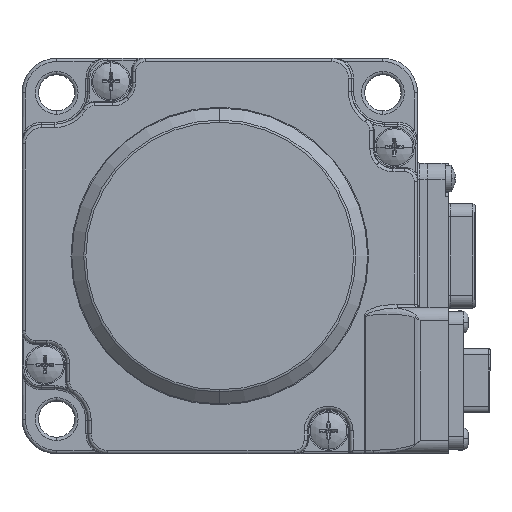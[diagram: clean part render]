
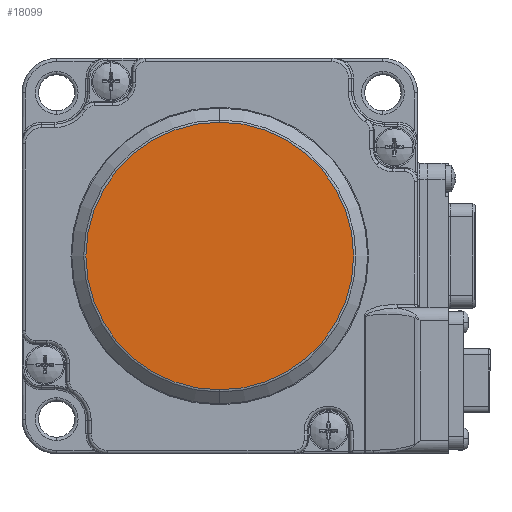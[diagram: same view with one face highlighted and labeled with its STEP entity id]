
A CAD part, front view. The second image highlights one B-rep face of the part: STEP entity #18099.
In plain terms, the highlighted planar face has unit normal (0, -1, 0).
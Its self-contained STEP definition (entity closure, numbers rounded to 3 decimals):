
#2217 = CARTESIAN_POINT ( 'NONE',  ( -67.412, -75.296, 0. ) ) ;
#3346 = DIRECTION ( 'NONE',  ( 0., 0., -1. ) ) ;
#4169 = ORIENTED_EDGE ( 'NONE', *, *, #6442, .T. ) ;
#4692 = CIRCLE ( 'NONE', #7139, 20.308 ) ;
#5504 = PLANE ( 'NONE',  #20871 ) ;
#6442 = EDGE_CURVE ( 'NONE', #22871, #9962, #4692, .T. ) ;
#7139 = AXIS2_PLACEMENT_3D ( 'NONE', #9210, #23613, #16278 ) ;
#9210 = CARTESIAN_POINT ( 'NONE',  ( -67.412, -75.296, 0. ) ) ;
#9399 = DIRECTION ( 'NONE',  ( 0., -1., 0. ) ) ;
#9910 = CIRCLE ( 'NONE', #19192, 20.308 ) ;
#9962 = VERTEX_POINT ( 'NONE', #25668 ) ;
#10524 = EDGE_LOOP ( 'NONE', ( #18588, #4169 ) ) ;
#12367 = CARTESIAN_POINT ( 'NONE',  ( -67.412, -75.296, 0. ) ) ;
#16278 = DIRECTION ( 'NONE',  ( 0., 0., -1. ) ) ;
#17557 = DIRECTION ( 'NONE',  ( 0., -1., 0. ) ) ;
#18099 = ADVANCED_FACE ( 'NONE', ( #24300 ), #5504, .T. ) ;
#18588 = ORIENTED_EDGE ( 'NONE', *, *, #24882, .T. ) ;
#19192 = AXIS2_PLACEMENT_3D ( 'NONE', #2217, #9399, #28100 ) ;
#20871 = AXIS2_PLACEMENT_3D ( 'NONE', #12367, #17557, #3346 ) ;
#20928 = CARTESIAN_POINT ( 'NONE',  ( -67.412, -75.296, 20.308 ) ) ;
#22871 = VERTEX_POINT ( 'NONE', #20928 ) ;
#23613 = DIRECTION ( 'NONE',  ( 0., -1., 0. ) ) ;
#24300 = FACE_OUTER_BOUND ( 'NONE', #10524, .T. ) ;
#24882 = EDGE_CURVE ( 'NONE', #9962, #22871, #9910, .T. ) ;
#25668 = CARTESIAN_POINT ( 'NONE',  ( -67.412, -75.296, -20.308 ) ) ;
#28100 = DIRECTION ( 'NONE',  ( 0., 0., -1. ) ) ;
